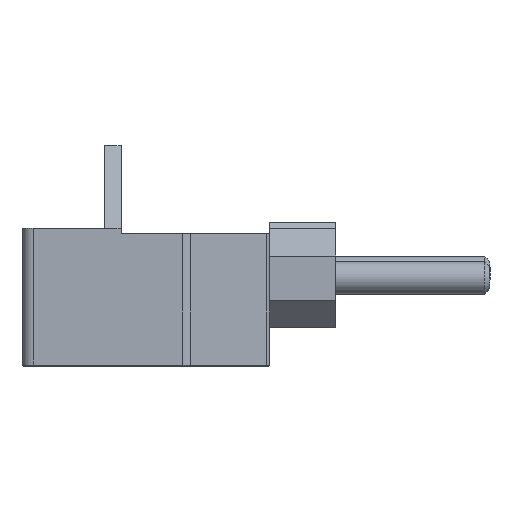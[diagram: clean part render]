
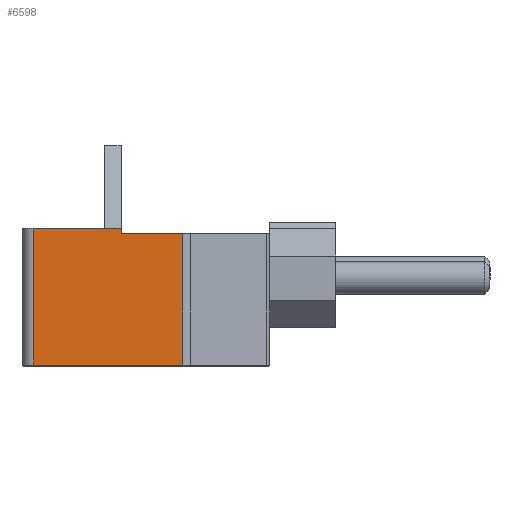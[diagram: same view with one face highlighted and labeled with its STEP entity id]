
A CAD part, front view. The second image highlights one B-rep face of the part: STEP entity #6598.
In plain terms, the highlighted planar face has unit normal (0, -1, 0).
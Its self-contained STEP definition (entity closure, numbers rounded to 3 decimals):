
#640=FACE_OUTER_BOUND('',#1026,.T.);
#1026=EDGE_LOOP('',(#4484,#4485,#4486,#4487,#4488,#4489,#4490));
#1463=LINE('',#9902,#2141);
#1467=LINE('',#9911,#2145);
#1499=LINE('',#10011,#2177);
#1500=LINE('',#10013,#2178);
#1501=LINE('',#10015,#2179);
#1502=LINE('',#10017,#2180);
#1503=LINE('',#10018,#2181);
#2141=VECTOR('',#7825,10.);
#2145=VECTOR('',#7833,10.);
#2177=VECTOR('',#7919,10.);
#2178=VECTOR('',#7920,10.);
#2179=VECTOR('',#7921,10.);
#2180=VECTOR('',#7922,10.);
#2181=VECTOR('',#7923,10.);
#2815=VERTEX_POINT('',#9895);
#2818=VERTEX_POINT('',#9900);
#2821=VERTEX_POINT('',#9910);
#2862=VERTEX_POINT('',#10010);
#2863=VERTEX_POINT('',#10012);
#2864=VERTEX_POINT('',#10014);
#2865=VERTEX_POINT('',#10016);
#3439=EDGE_CURVE('',#2818,#2815,#1463,.T.);
#3443=EDGE_CURVE('',#2821,#2815,#1467,.T.);
#3490=EDGE_CURVE('',#2862,#2818,#1499,.T.);
#3491=EDGE_CURVE('',#2863,#2862,#1500,.T.);
#3492=EDGE_CURVE('',#2864,#2863,#1501,.T.);
#3493=EDGE_CURVE('',#2865,#2864,#1502,.T.);
#3494=EDGE_CURVE('',#2865,#2821,#1503,.T.);
#4484=ORIENTED_EDGE('',*,*,#3439,.F.);
#4485=ORIENTED_EDGE('',*,*,#3490,.F.);
#4486=ORIENTED_EDGE('',*,*,#3491,.F.);
#4487=ORIENTED_EDGE('',*,*,#3492,.F.);
#4488=ORIENTED_EDGE('',*,*,#3493,.F.);
#4489=ORIENTED_EDGE('',*,*,#3494,.T.);
#4490=ORIENTED_EDGE('',*,*,#3443,.T.);
#6379=PLANE('',#7135);
#6598=ADVANCED_FACE('',(#640),#6379,.F.);
#7135=AXIS2_PLACEMENT_3D('',#10009,#7917,#7918);
#7825=DIRECTION('',(1.,0.,0.));
#7833=DIRECTION('',(0.,0.,1.));
#7917=DIRECTION('center_axis',(0.,1.,0.));
#7918=DIRECTION('ref_axis',(0.,0.,1.));
#7919=DIRECTION('',(1.,0.,0.));
#7920=DIRECTION('',(0.,0.,1.));
#7921=DIRECTION('',(-1.,0.,0.));
#7922=DIRECTION('',(0.,0.,-1.));
#7923=DIRECTION('',(-1.,0.,0.));
#9895=CARTESIAN_POINT('',(10.5,0.,-7.5));
#9900=CARTESIAN_POINT('',(7.5,0.,-7.5));
#9902=CARTESIAN_POINT('',(5.,0.,-7.5));
#9910=CARTESIAN_POINT('',(10.5,0.,-8.5));
#9911=CARTESIAN_POINT('',(10.5,0.,-6.5));
#10009=CARTESIAN_POINT('Origin',(2.5,0.,-12.5));
#10010=CARTESIAN_POINT('',(-5.5,0.,-7.5));
#10011=CARTESIAN_POINT('',(-7.5,0.,-7.5));
#10012=CARTESIAN_POINT('',(-5.5,0.,-32.3));
#10013=CARTESIAN_POINT('',(-5.5,0.,-22.5));
#10014=CARTESIAN_POINT('',(21.672,0.,-32.3));
#10015=CARTESIAN_POINT('',(7.5,0.,-32.3));
#10016=CARTESIAN_POINT('',(21.672,0.,-8.5));
#10017=CARTESIAN_POINT('',(21.672,0.,-10.5));
#10018=CARTESIAN_POINT('',(7.5,0.,-8.5));
